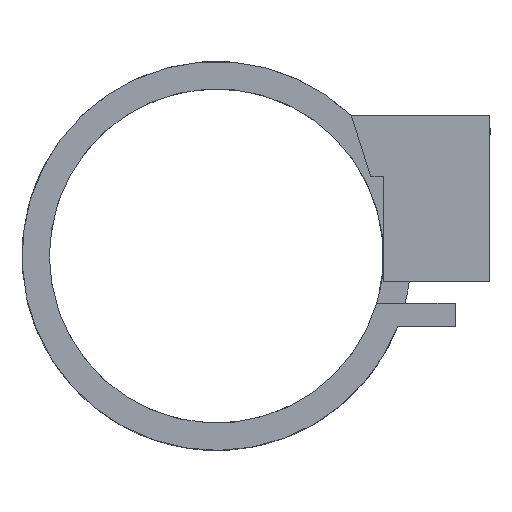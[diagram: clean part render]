
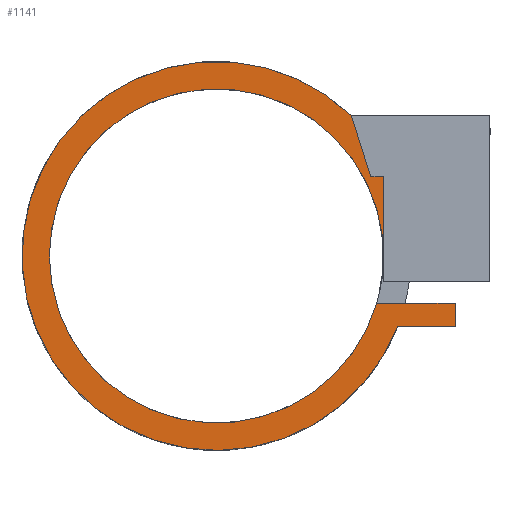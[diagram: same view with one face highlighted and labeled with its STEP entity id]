
A CAD part, top view. The second image highlights one B-rep face of the part: STEP entity #1141.
In plain terms, the highlighted planar face has unit normal (0, 0, 1).
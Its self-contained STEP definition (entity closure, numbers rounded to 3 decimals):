
#21=PLANE('',#1224);
#79=FACE_OUTER_BOUND('',#139,.T.);
#139=EDGE_LOOP('',(#832,#833,#834,#835,#836,#837,#838,#839,#840,#841,#842,
#843,#844,#845,#846,#847));
#240=LINE('',#1902,#353);
#243=LINE('',#1912,#356);
#244=LINE('',#1914,#357);
#245=LINE('',#1916,#358);
#246=LINE('',#1918,#359);
#247=LINE('',#1920,#360);
#248=LINE('',#1924,#361);
#249=LINE('',#1926,#362);
#250=LINE('',#1927,#363);
#251=LINE('',#1929,#364);
#252=LINE('',#1931,#365);
#253=LINE('',#1932,#366);
#353=VECTOR('',#1354,10.);
#356=VECTOR('',#1363,10.);
#357=VECTOR('',#1364,10.);
#358=VECTOR('',#1365,10.);
#359=VECTOR('',#1366,10.);
#360=VECTOR('',#1367,10.);
#361=VECTOR('',#1370,10.);
#362=VECTOR('',#1371,10.);
#363=VECTOR('',#1372,10.);
#364=VECTOR('',#1373,10.);
#365=VECTOR('',#1374,10.);
#366=VECTOR('',#1375,10.);
#449=CIRCLE('',#1209,19.642);
#451=CIRCLE('',#1211,19.642);
#461=CIRCLE('',#1225,22.86);
#462=CIRCLE('',#1226,22.86);
#487=VERTEX_POINT('',#1613);
#488=VERTEX_POINT('',#1614);
#491=VERTEX_POINT('',#1620);
#525=VERTEX_POINT('',#1899);
#526=VERTEX_POINT('',#1901);
#529=VERTEX_POINT('',#1909);
#530=VERTEX_POINT('',#1911);
#531=VERTEX_POINT('',#1913);
#532=VERTEX_POINT('',#1915);
#533=VERTEX_POINT('',#1917);
#534=VERTEX_POINT('',#1919);
#535=VERTEX_POINT('',#1921);
#536=VERTEX_POINT('',#1923);
#537=VERTEX_POINT('',#1925);
#538=VERTEX_POINT('',#1928);
#539=VERTEX_POINT('',#1930);
#604=EDGE_CURVE('',#487,#488,#449,.T.);
#608=EDGE_CURVE('',#488,#491,#451,.T.);
#647=EDGE_CURVE('',#526,#525,#240,.T.);
#651=EDGE_CURVE('',#525,#529,#461,.T.);
#652=EDGE_CURVE('',#529,#530,#243,.T.);
#653=EDGE_CURVE('',#531,#530,#244,.T.);
#654=EDGE_CURVE('',#532,#531,#245,.T.);
#655=EDGE_CURVE('',#532,#533,#246,.T.);
#656=EDGE_CURVE('',#533,#534,#247,.T.);
#657=EDGE_CURVE('',#534,#535,#462,.T.);
#658=EDGE_CURVE('',#536,#535,#248,.T.);
#659=EDGE_CURVE('',#537,#536,#249,.T.);
#660=EDGE_CURVE('',#537,#487,#250,.T.);
#661=EDGE_CURVE('',#491,#538,#251,.T.);
#662=EDGE_CURVE('',#539,#538,#252,.T.);
#663=EDGE_CURVE('',#526,#539,#253,.T.);
#832=ORIENTED_EDGE('',*,*,#647,.T.);
#833=ORIENTED_EDGE('',*,*,#651,.T.);
#834=ORIENTED_EDGE('',*,*,#652,.T.);
#835=ORIENTED_EDGE('',*,*,#653,.F.);
#836=ORIENTED_EDGE('',*,*,#654,.F.);
#837=ORIENTED_EDGE('',*,*,#655,.T.);
#838=ORIENTED_EDGE('',*,*,#656,.T.);
#839=ORIENTED_EDGE('',*,*,#657,.T.);
#840=ORIENTED_EDGE('',*,*,#658,.F.);
#841=ORIENTED_EDGE('',*,*,#659,.F.);
#842=ORIENTED_EDGE('',*,*,#660,.T.);
#843=ORIENTED_EDGE('',*,*,#604,.T.);
#844=ORIENTED_EDGE('',*,*,#608,.T.);
#845=ORIENTED_EDGE('',*,*,#661,.T.);
#846=ORIENTED_EDGE('',*,*,#662,.F.);
#847=ORIENTED_EDGE('',*,*,#663,.F.);
#1141=ADVANCED_FACE('',(#79),#21,.T.);
#1209=AXIS2_PLACEMENT_3D('',#1615,#1309,#1310);
#1211=AXIS2_PLACEMENT_3D('',#1622,#1315,#1316);
#1224=AXIS2_PLACEMENT_3D('',#1908,#1359,#1360);
#1225=AXIS2_PLACEMENT_3D('',#1910,#1361,#1362);
#1226=AXIS2_PLACEMENT_3D('',#1922,#1368,#1369);
#1309=DIRECTION('center_axis',(0.,0.,
-1.));
#1310=DIRECTION('ref_axis',(1.,0.,0.));
#1315=DIRECTION('center_axis',(0.,0.,
-1.));
#1316=DIRECTION('ref_axis',(1.,0.,0.));
#1354=DIRECTION('',(-1.,0.,0.));
#1359=DIRECTION('center_axis',(0.,0.,
1.));
#1360=DIRECTION('ref_axis',(1.,0.,0.));
#1361=DIRECTION('center_axis',(0.,0.,
1.));
#1362=DIRECTION('ref_axis',(1.,0.,0.));
#1363=DIRECTION('',(0.,1.,0.));
#1364=DIRECTION('',(1.,0.,0.));
#1365=DIRECTION('',(0.,1.,0.));
#1366=DIRECTION('',(-1.,0.,0.));
#1367=DIRECTION('',(-0.304,0.953,0.));
#1368=DIRECTION('center_axis',(0.,0.,
1.));
#1369=DIRECTION('ref_axis',(1.,0.,0.));
#1370=DIRECTION('',(-1.,0.,0.));
#1371=DIRECTION('',(0.,-1.,0.));
#1372=DIRECTION('',(-1.,0.,0.));
#1373=DIRECTION('',(0.,-1.,0.));
#1374=DIRECTION('',(-1.,0.,0.));
#1375=DIRECTION('',(0.,-1.,0.));
#1613=CARTESIAN_POINT('',(9.184,-0.893,41.148));
#1614=CARTESIAN_POINT('',(-29.288,4.694,41.148));
#1615=CARTESIAN_POINT('Origin',(-9.646,4.694,41.148));
#1620=CARTESIAN_POINT('',(9.974,3.769,41.148));
#1622=CARTESIAN_POINT('Origin',(-9.646,4.694,41.148));
#1899=CARTESIAN_POINT('',(12.351,10.914,41.148));
#1901=CARTESIAN_POINT('',(22.51,10.914,41.148));
#1902=CARTESIAN_POINT('',(6.432,10.914,41.148));
#1908=CARTESIAN_POINT('Origin',(-9.646,4.694,41.148));
#1909=CARTESIAN_POINT('',(10.544,15.414,41.148));
#1910=CARTESIAN_POINT('Origin',(-9.646,4.694,41.148));
#1911=CARTESIAN_POINT('',(10.544,17.414,41.148));
#1912=CARTESIAN_POINT('',(10.544,15.414,41.148));
#1913=CARTESIAN_POINT('',(9.467,17.414,41.148));
#1914=CARTESIAN_POINT('',(16.258,17.414,41.148));
#1915=CARTESIAN_POINT('',(9.467,13.998,41.148));
#1916=CARTESIAN_POINT('',(9.467,14.706,41.148));
#1917=CARTESIAN_POINT('',(8.487,13.998,41.148));
#1918=CARTESIAN_POINT('',(-0.579,13.998,41.148));
#1919=CARTESIAN_POINT('',(6.201,21.169,41.148));
#1920=CARTESIAN_POINT('',(7.854,15.984,41.148));
#1921=CARTESIAN_POINT('',(11.678,-3.545,41.148));
#1922=CARTESIAN_POINT('Origin',(-9.646,4.694,41.148));
#1923=CARTESIAN_POINT('',(18.407,-3.545,41.148));
#1924=CARTESIAN_POINT('',(18.407,-3.545,41.148));
#1925=CARTESIAN_POINT('',(18.407,-0.893,41.148));
#1926=CARTESIAN_POINT('',(18.407,-0.005,41.148));
#1927=CARTESIAN_POINT('',(-0.078,-0.893,41.148));
#1928=CARTESIAN_POINT('',(9.974,1.696,41.148));
#1929=CARTESIAN_POINT('',(9.974,3.769,41.148));
#1930=CARTESIAN_POINT('',(22.51,1.696,41.148));
#1931=CARTESIAN_POINT('',(17.503,1.696,41.148));
#1932=CARTESIAN_POINT('',(22.51,3.769,41.148));
